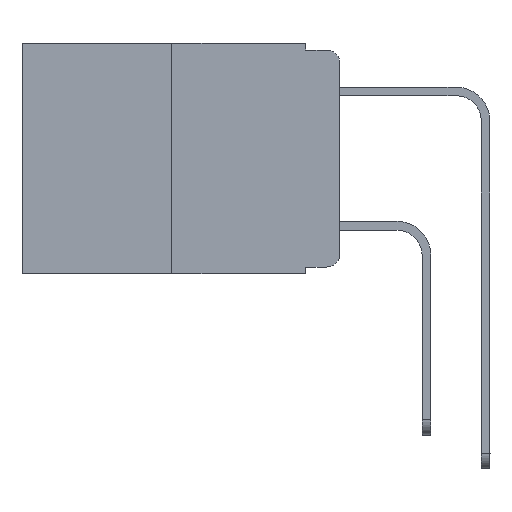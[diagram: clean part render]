
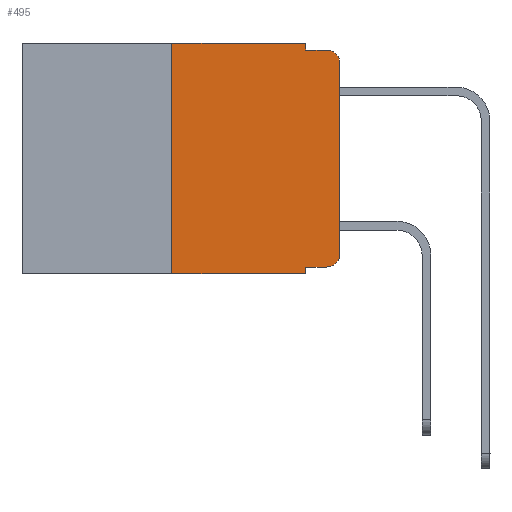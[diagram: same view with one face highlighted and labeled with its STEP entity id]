
A CAD part, left-side view. The second image highlights one B-rep face of the part: STEP entity #495.
In plain terms, the highlighted planar face has unit normal (-1, 0, 0).
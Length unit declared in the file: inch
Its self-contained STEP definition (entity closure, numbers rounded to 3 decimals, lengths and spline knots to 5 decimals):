
#47 = DIRECTION ( 'NONE',  ( -1., 0., 0. ) ) ;
#121 = DIRECTION ( 'NONE',  ( 0., 0., 1. ) ) ;
#167 = LINE ( 'NONE', #13367, #8065 ) ;
#413 = CARTESIAN_POINT ( 'NONE',  ( 0., 0.051, -0.333 ) ) ;
#495 = ADVANCED_FACE ( 'NONE', ( #5112 ), #11945, .F. ) ;
#832 = DIRECTION ( 'NONE',  ( 1., 0., 0. ) ) ;
#1044 = ORIENTED_EDGE ( 'NONE', *, *, #4556, .T. ) ;
#1155 = DIRECTION ( 'NONE',  ( 0., 0., -1. ) ) ;
#1437 = EDGE_CURVE ( 'NONE', #2431, #1891, #16846, .T. ) ;
#1782 = CARTESIAN_POINT ( 'NONE',  ( 0., 0.25, -0.343 ) ) ;
#1828 = DIRECTION ( 'NONE',  ( 0., 0., -1. ) ) ;
#1891 = VERTEX_POINT ( 'NONE', #13942 ) ;
#2103 = ORIENTED_EDGE ( 'NONE', *, *, #1437, .F. ) ;
#2431 = VERTEX_POINT ( 'NONE', #16773 ) ;
#2525 = EDGE_CURVE ( 'NONE', #13991, #8169, #15418, .T. ) ;
#2891 = CARTESIAN_POINT ( 'NONE',  ( 0., 0.02, -0.313 ) ) ;
#3381 = CARTESIAN_POINT ( 'NONE',  ( 0., 0.051, -0.343 ) ) ;
#3666 = AXIS2_PLACEMENT_3D ( 'NONE', #6796, #16365, #1155 ) ;
#3880 = EDGE_CURVE ( 'NONE', #15641, #4795, #5407, .T. ) ;
#4117 = CARTESIAN_POINT ( 'NONE',  ( 0., 0.25, 0. ) ) ;
#4149 = ORIENTED_EDGE ( 'NONE', *, *, #16249, .T. ) ;
#4393 = ORIENTED_EDGE ( 'NONE', *, *, #14447, .T. ) ;
#4400 = EDGE_CURVE ( 'NONE', #4786, #2431, #5184, .T. ) ;
#4427 = VECTOR ( 'NONE', #17781, 39.37008 ) ;
#4453 = CARTESIAN_POINT ( 'NONE',  ( 0., 0.473, -0.343 ) ) ;
#4482 = CARTESIAN_POINT ( 'NONE',  ( 0., 0.051, 0. ) ) ;
#4530 = CIRCLE ( 'NONE', #8336, 0.02 ) ;
#4556 = EDGE_CURVE ( 'NONE', #13991, #14769, #5766, .T. ) ;
#4726 = VECTOR ( 'NONE', #121, 39.37008 ) ;
#4786 = VERTEX_POINT ( 'NONE', #10335 ) ;
#4795 = VERTEX_POINT ( 'NONE', #15775 ) ;
#5112 = FACE_OUTER_BOUND ( 'NONE', #13435, .T. ) ;
#5184 = LINE ( 'NONE', #14758, #13996 ) ;
#5407 = LINE ( 'NONE', #12325, #4427 ) ;
#5455 = VECTOR ( 'NONE', #1828, 39.37008 ) ;
#5483 = DIRECTION ( 'NONE',  ( 0., 0., -1. ) ) ;
#5766 = LINE ( 'NONE', #413, #6199 ) ;
#5918 = VERTEX_POINT ( 'NONE', #1782 ) ;
#6199 = VECTOR ( 'NONE', #7246, 39.37008 ) ;
#6796 = CARTESIAN_POINT ( 'NONE',  ( 0., 0.02, -0.03 ) ) ;
#7246 = DIRECTION ( 'NONE',  ( 0., -1., 0. ) ) ;
#7429 = ORIENTED_EDGE ( 'NONE', *, *, #10989, .T. ) ;
#7574 = AXIS2_PLACEMENT_3D ( 'NONE', #10782, #832, #10418 ) ;
#7703 = CARTESIAN_POINT ( 'NONE',  ( 0., 0., -0.313 ) ) ;
#7836 = DIRECTION ( 'NONE',  ( 0., -1., 0. ) ) ;
#8065 = VECTOR ( 'NONE', #10701, 39.37008 ) ;
#8169 = VERTEX_POINT ( 'NONE', #3381 ) ;
#8336 = AXIS2_PLACEMENT_3D ( 'NONE', #2891, #47, #5483 ) ;
#9412 = LINE ( 'NONE', #4117, #4726 ) ;
#9493 = CARTESIAN_POINT ( 'NONE',  ( 0., 0.051, -0.333 ) ) ;
#9544 = VECTOR ( 'NONE', #14156, 39.37008 ) ;
#10335 = CARTESIAN_POINT ( 'NONE',  ( 0., 0.25, 0. ) ) ;
#10418 = DIRECTION ( 'NONE',  ( 0., 0., -1. ) ) ;
#10701 = DIRECTION ( 'NONE',  ( 0., -1., 0. ) ) ;
#10724 = ORIENTED_EDGE ( 'NONE', *, *, #4400, .F. ) ;
#10782 = CARTESIAN_POINT ( 'NONE',  ( 0., 0.473, 0. ) ) ;
#10989 = EDGE_CURVE ( 'NONE', #5918, #8169, #11381, .T. ) ;
#11381 = LINE ( 'NONE', #4453, #17187 ) ;
#11498 = CIRCLE ( 'NONE', #3666, 0.02 ) ;
#11945 = PLANE ( 'NONE',  #7574 ) ;
#12109 = VERTEX_POINT ( 'NONE', #16493 ) ;
#12203 = EDGE_CURVE ( 'NONE', #5918, #4786, #9412, .T. ) ;
#12258 = ORIENTED_EDGE ( 'NONE', *, *, #12203, .F. ) ;
#12325 = CARTESIAN_POINT ( 'NONE',  ( 0., 0., 0. ) ) ;
#12913 = CARTESIAN_POINT ( 'NONE',  ( 0., 0.051, 0. ) ) ;
#13367 = CARTESIAN_POINT ( 'NONE',  ( 0., 0.051, -0.01 ) ) ;
#13435 = EDGE_LOOP ( 'NONE', ( #14547, #4393, #14939, #2103, #10724, #12258, #7429, #13974, #1044, #4149 ) ) ;
#13942 = CARTESIAN_POINT ( 'NONE',  ( 0., 0.051, -0.01 ) ) ;
#13974 = ORIENTED_EDGE ( 'NONE', *, *, #2525, .F. ) ;
#13991 = VERTEX_POINT ( 'NONE', #9493 ) ;
#13996 = VECTOR ( 'NONE', #7836, 39.37008 ) ;
#14132 = DIRECTION ( 'NONE',  ( 0., -1., 0. ) ) ;
#14156 = DIRECTION ( 'NONE',  ( 0., 0., -1. ) ) ;
#14447 = EDGE_CURVE ( 'NONE', #4795, #12109, #11498, .T. ) ;
#14547 = ORIENTED_EDGE ( 'NONE', *, *, #3880, .T. ) ;
#14600 = CARTESIAN_POINT ( 'NONE',  ( 0., 0.02, -0.333 ) ) ;
#14758 = CARTESIAN_POINT ( 'NONE',  ( 0., 0.473, 0. ) ) ;
#14769 = VERTEX_POINT ( 'NONE', #14600 ) ;
#14939 = ORIENTED_EDGE ( 'NONE', *, *, #17324, .F. ) ;
#15418 = LINE ( 'NONE', #4482, #5455 ) ;
#15641 = VERTEX_POINT ( 'NONE', #7703 ) ;
#15775 = CARTESIAN_POINT ( 'NONE',  ( 0., 0., -0.03 ) ) ;
#16249 = EDGE_CURVE ( 'NONE', #14769, #15641, #4530, .T. ) ;
#16365 = DIRECTION ( 'NONE',  ( -1., 0., 0. ) ) ;
#16493 = CARTESIAN_POINT ( 'NONE',  ( 0., 0.02, -0.01 ) ) ;
#16773 = CARTESIAN_POINT ( 'NONE',  ( 0., 0.051, 0. ) ) ;
#16846 = LINE ( 'NONE', #12913, #9544 ) ;
#17187 = VECTOR ( 'NONE', #14132, 39.37008 ) ;
#17324 = EDGE_CURVE ( 'NONE', #1891, #12109, #167, .T. ) ;
#17781 = DIRECTION ( 'NONE',  ( 0., 0., 1. ) ) ;
